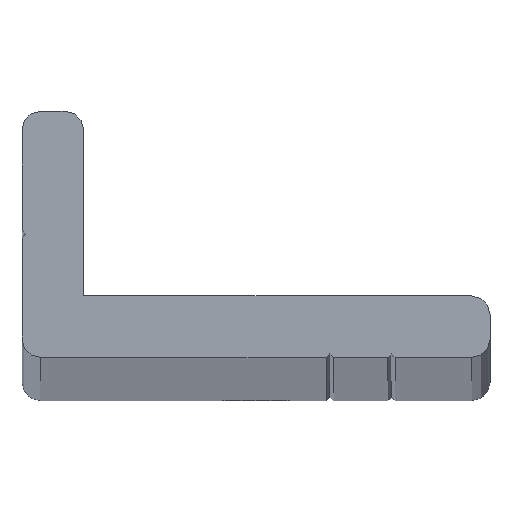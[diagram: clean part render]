
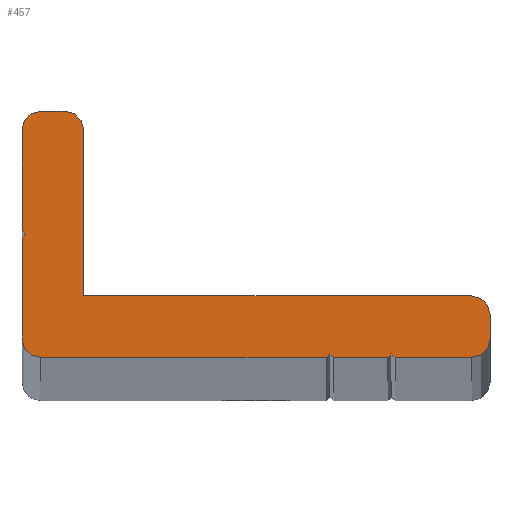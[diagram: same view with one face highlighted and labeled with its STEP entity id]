
A CAD part, top view. The second image highlights one B-rep face of the part: STEP entity #457.
In plain terms, the highlighted planar face has unit normal (0, 0, 1).
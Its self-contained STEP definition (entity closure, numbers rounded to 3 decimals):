
#20=PLANE('',#497);
#38=FACE_OUTER_BOUND('',#62,.T.);
#62=EDGE_LOOP('',(#324,#325,#326,#327,#328,#329,#330,#331,#332,#333,#334,
#335,#336,#337,#338,#339,#340,#341,#342,#343));
#90=LINE('',#673,#142);
#93=LINE('',#679,#145);
#94=LINE('',#681,#146);
#95=LINE('',#683,#147);
#96=LINE('',#685,#148);
#97=LINE('',#687,#149);
#98=LINE('',#689,#150);
#99=LINE('',#691,#151);
#100=LINE('',#695,#152);
#101=LINE('',#699,#153);
#102=LINE('',#701,#154);
#103=LINE('',#705,#155);
#104=LINE('',#709,#156);
#105=LINE('',#711,#157);
#106=LINE('',#712,#158);
#142=VECTOR('',#543,10.);
#145=VECTOR('',#548,10.);
#146=VECTOR('',#549,10.);
#147=VECTOR('',#550,10.);
#148=VECTOR('',#551,10.);
#149=VECTOR('',#552,10.);
#150=VECTOR('',#553,10.);
#151=VECTOR('',#554,10.);
#152=VECTOR('',#557,10.);
#153=VECTOR('',#560,10.);
#154=VECTOR('',#561,10.);
#155=VECTOR('',#564,10.);
#156=VECTOR('',#567,10.);
#157=VECTOR('',#568,10.);
#158=VECTOR('',#569,10.);
#193=CIRCLE('',#495,1.5);
#194=CIRCLE('',#498,1.5);
#195=CIRCLE('',#499,1.5);
#196=CIRCLE('',#500,1.5);
#197=CIRCLE('',#501,1.5);
#208=VERTEX_POINT('',#666);
#209=VERTEX_POINT('',#668);
#210=VERTEX_POINT('',#672);
#212=VERTEX_POINT('',#678);
#213=VERTEX_POINT('',#680);
#214=VERTEX_POINT('',#682);
#215=VERTEX_POINT('',#684);
#216=VERTEX_POINT('',#686);
#217=VERTEX_POINT('',#688);
#218=VERTEX_POINT('',#690);
#219=VERTEX_POINT('',#692);
#220=VERTEX_POINT('',#694);
#221=VERTEX_POINT('',#696);
#222=VERTEX_POINT('',#698);
#223=VERTEX_POINT('',#700);
#224=VERTEX_POINT('',#702);
#225=VERTEX_POINT('',#704);
#226=VERTEX_POINT('',#706);
#227=VERTEX_POINT('',#708);
#228=VERTEX_POINT('',#710);
#252=EDGE_CURVE('',#208,#209,#193,.T.);
#254=EDGE_CURVE('',#210,#209,#90,.T.);
#257=EDGE_CURVE('',#208,#212,#93,.T.);
#258=EDGE_CURVE('',#212,#213,#94,.T.);
#259=EDGE_CURVE('',#213,#214,#95,.T.);
#260=EDGE_CURVE('',#214,#215,#96,.T.);
#261=EDGE_CURVE('',#215,#216,#97,.T.);
#262=EDGE_CURVE('',#216,#217,#98,.T.);
#263=EDGE_CURVE('',#217,#218,#99,.T.);
#264=EDGE_CURVE('',#219,#218,#194,.T.);
#265=EDGE_CURVE('',#219,#220,#100,.T.);
#266=EDGE_CURVE('',#220,#221,#195,.T.);
#267=EDGE_CURVE('',#221,#222,#101,.T.);
#268=EDGE_CURVE('',#222,#223,#102,.T.);
#269=EDGE_CURVE('',#223,#224,#196,.T.);
#270=EDGE_CURVE('',#224,#225,#103,.T.);
#271=EDGE_CURVE('',#225,#226,#197,.T.);
#272=EDGE_CURVE('',#226,#227,#104,.T.);
#273=EDGE_CURVE('',#227,#228,#105,.T.);
#274=EDGE_CURVE('',#228,#210,#106,.T.);
#324=ORIENTED_EDGE('',*,*,#252,.F.);
#325=ORIENTED_EDGE('',*,*,#257,.T.);
#326=ORIENTED_EDGE('',*,*,#258,.T.);
#327=ORIENTED_EDGE('',*,*,#259,.T.);
#328=ORIENTED_EDGE('',*,*,#260,.T.);
#329=ORIENTED_EDGE('',*,*,#261,.T.);
#330=ORIENTED_EDGE('',*,*,#262,.T.);
#331=ORIENTED_EDGE('',*,*,#263,.T.);
#332=ORIENTED_EDGE('',*,*,#264,.F.);
#333=ORIENTED_EDGE('',*,*,#265,.T.);
#334=ORIENTED_EDGE('',*,*,#266,.T.);
#335=ORIENTED_EDGE('',*,*,#267,.T.);
#336=ORIENTED_EDGE('',*,*,#268,.T.);
#337=ORIENTED_EDGE('',*,*,#269,.T.);
#338=ORIENTED_EDGE('',*,*,#270,.T.);
#339=ORIENTED_EDGE('',*,*,#271,.T.);
#340=ORIENTED_EDGE('',*,*,#272,.T.);
#341=ORIENTED_EDGE('',*,*,#273,.T.);
#342=ORIENTED_EDGE('',*,*,#274,.T.);
#343=ORIENTED_EDGE('',*,*,#254,.T.);
#457=ADVANCED_FACE('',(#38),#20,.T.);
#495=AXIS2_PLACEMENT_3D('',#669,#538,#539);
#497=AXIS2_PLACEMENT_3D('',#677,#546,#547);
#498=AXIS2_PLACEMENT_3D('',#693,#555,#556);
#499=AXIS2_PLACEMENT_3D('',#697,#558,#559);
#500=AXIS2_PLACEMENT_3D('',#703,#562,#563);
#501=AXIS2_PLACEMENT_3D('',#707,#565,#566);
#538=DIRECTION('center_axis',(0.,0.,-1.));
#539=DIRECTION('ref_axis',(-0.707,-0.707,0.));
#543=DIRECTION('',(0.,-1.,0.));
#546=DIRECTION('center_axis',(0.,0.,1.));
#547=DIRECTION('ref_axis',(1.,0.,0.));
#548=DIRECTION('',(1.,0.,0.));
#549=DIRECTION('',(0.707,0.707,0.));
#550=DIRECTION('',(0.707,-0.707,0.));
#551=DIRECTION('',(1.,0.,0.));
#552=DIRECTION('',(0.707,0.707,0.));
#553=DIRECTION('',(0.707,-0.707,0.));
#554=DIRECTION('',(1.,0.,0.));
#555=DIRECTION('center_axis',(0.,0.,-1.));
#556=DIRECTION('ref_axis',(0.707,-0.707,0.));
#557=DIRECTION('',(0.,1.,0.));
#558=DIRECTION('center_axis',(0.,0.,1.));
#559=DIRECTION('ref_axis',(1.,0.,0.));
#560=DIRECTION('',(-1.,0.,0.));
#561=DIRECTION('',(0.,1.,0.));
#562=DIRECTION('center_axis',(0.,0.,1.));
#563=DIRECTION('ref_axis',(1.,0.,0.));
#564=DIRECTION('',(-1.,0.,0.));
#565=DIRECTION('center_axis',(0.,0.,1.));
#566=DIRECTION('ref_axis',(0.,1.,0.));
#567=DIRECTION('',(0.,-1.,0.));
#568=DIRECTION('',(0.707,-0.707,0.));
#569=DIRECTION('',(-0.707,-0.707,0.));
#666=CARTESIAN_POINT('',(-12.81,-5.3,2015.));
#668=CARTESIAN_POINT('',(-14.31,-3.8,2015.));
#669=CARTESIAN_POINT('Origin',(-12.81,-3.8,2015.));
#672=CARTESIAN_POINT('',(-14.31,4.4,2015.));
#673=CARTESIAN_POINT('',(-14.31,4.4,2015.));
#677=CARTESIAN_POINT('Origin',(4.69,4.7,2015.));
#678=CARTESIAN_POINT('',(10.39,-5.3,2015.));
#679=CARTESIAN_POINT('',(-12.81,-5.3,2015.));
#680=CARTESIAN_POINT('',(10.69,-5.,2015.));
#681=CARTESIAN_POINT('',(10.39,-5.3,2015.));
#682=CARTESIAN_POINT('',(10.99,-5.3,2015.));
#683=CARTESIAN_POINT('',(10.69,-5.,2015.));
#684=CARTESIAN_POINT('',(15.39,-5.3,2015.));
#685=CARTESIAN_POINT('',(10.99,-5.3,2015.));
#686=CARTESIAN_POINT('',(15.69,-5.,2015.));
#687=CARTESIAN_POINT('',(15.39,-5.3,2015.));
#688=CARTESIAN_POINT('',(15.99,-5.3,2015.));
#689=CARTESIAN_POINT('',(15.69,-5.,2015.));
#690=CARTESIAN_POINT('',(22.19,-5.3,2015.));
#691=CARTESIAN_POINT('',(15.99,-5.3,2015.));
#692=CARTESIAN_POINT('',(23.69,-3.8,2015.));
#693=CARTESIAN_POINT('Origin',(22.19,-3.8,2015.));
#694=CARTESIAN_POINT('',(23.69,-1.8,2015.));
#695=CARTESIAN_POINT('',(23.69,-3.8,2015.));
#696=CARTESIAN_POINT('',(22.19,-0.3,2015.));
#697=CARTESIAN_POINT('Origin',(22.19,-1.8,2015.));
#698=CARTESIAN_POINT('',(-9.31,-0.3,2015.));
#699=CARTESIAN_POINT('',(22.19,-0.3,2015.));
#700=CARTESIAN_POINT('',(-9.31,13.2,2015.));
#701=CARTESIAN_POINT('',(-9.31,-0.3,2015.));
#702=CARTESIAN_POINT('',(-10.81,14.7,2015.));
#703=CARTESIAN_POINT('Origin',(-10.81,13.2,2015.));
#704=CARTESIAN_POINT('',(-12.81,14.7,2015.));
#705=CARTESIAN_POINT('',(-10.81,14.7,2015.));
#706=CARTESIAN_POINT('',(-14.31,13.2,2015.));
#707=CARTESIAN_POINT('Origin',(-12.81,13.2,2015.));
#708=CARTESIAN_POINT('',(-14.31,5.,2015.));
#709=CARTESIAN_POINT('',(-14.31,13.2,2015.));
#710=CARTESIAN_POINT('',(-14.01,4.7,2015.));
#711=CARTESIAN_POINT('',(-14.31,5.,2015.));
#712=CARTESIAN_POINT('',(-14.01,4.7,2015.));
